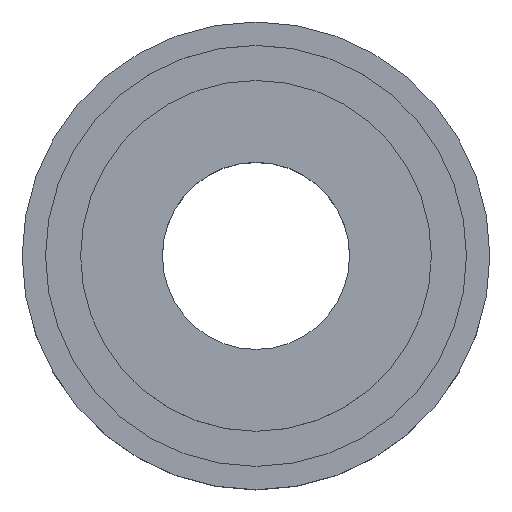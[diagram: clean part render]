
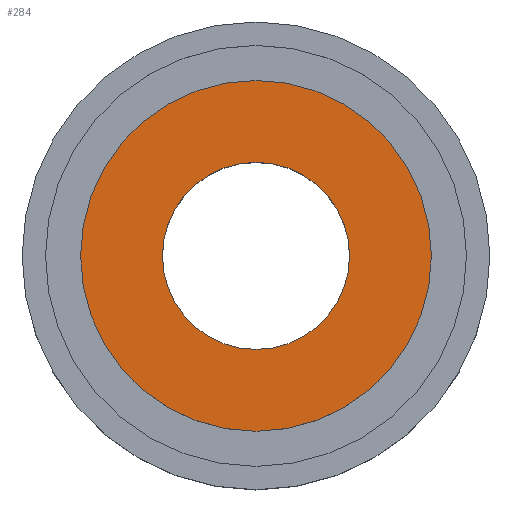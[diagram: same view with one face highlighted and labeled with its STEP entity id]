
A CAD part, top view. The second image highlights one B-rep face of the part: STEP entity #284.
In plain terms, the highlighted planar face has unit normal (0, 0, 1).
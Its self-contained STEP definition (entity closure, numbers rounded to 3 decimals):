
#4 = ORIENTED_EDGE ( 'NONE', *, *, #406, .F. ) ;
#7 = EDGE_CURVE ( 'NONE', #94, #79, #324, .T. ) ;
#14 = ORIENTED_EDGE ( 'NONE', *, *, #7, .F. ) ;
#48 = CARTESIAN_POINT ( 'NONE',  ( 0., 0., 11. ) ) ;
#51 = DIRECTION ( 'NONE',  ( 0., 0., 1. ) ) ;
#57 = CIRCLE ( 'NONE', #312, 15. ) ;
#68 = CARTESIAN_POINT ( 'NONE',  ( 8., 0., 11. ) ) ;
#77 = VERTEX_POINT ( 'NONE', #168 ) ;
#79 = VERTEX_POINT ( 'NONE', #108 ) ;
#84 = DIRECTION ( 'NONE',  ( 1., 0., 0. ) ) ;
#90 = DIRECTION ( 'NONE',  ( 1., 0., 0. ) ) ;
#94 = VERTEX_POINT ( 'NONE', #68 ) ;
#102 = AXIS2_PLACEMENT_3D ( 'NONE', #258, #126, #341 ) ;
#108 = CARTESIAN_POINT ( 'NONE',  ( -8., 0., 11. ) ) ;
#126 = DIRECTION ( 'NONE',  ( 0., 0., 1. ) ) ;
#128 = CIRCLE ( 'NONE', #231, 8. ) ;
#144 = DIRECTION ( 'NONE',  ( 0., 0., 1. ) ) ;
#152 = DIRECTION ( 'NONE',  ( 0., 0., 1. ) ) ;
#156 = EDGE_LOOP ( 'NONE', ( #4, #14 ) ) ;
#168 = CARTESIAN_POINT ( 'NONE',  ( -15., 0., 11. ) ) ;
#174 = PLANE ( 'NONE',  #265 ) ;
#203 = AXIS2_PLACEMENT_3D ( 'NONE', #334, #281, #308 ) ;
#224 = EDGE_LOOP ( 'NONE', ( #276, #303 ) ) ;
#231 = AXIS2_PLACEMENT_3D ( 'NONE', #253, #152, #90 ) ;
#250 = VERTEX_POINT ( 'NONE', #274 ) ;
#253 = CARTESIAN_POINT ( 'NONE',  ( 0., 0., 11. ) ) ;
#258 = CARTESIAN_POINT ( 'NONE',  ( 0., 0., 11. ) ) ;
#265 = AXIS2_PLACEMENT_3D ( 'NONE', #282, #51, #398 ) ;
#273 = EDGE_CURVE ( 'NONE', #77, #250, #385, .T. ) ;
#274 = CARTESIAN_POINT ( 'NONE',  ( 15., 0., 11. ) ) ;
#276 = ORIENTED_EDGE ( 'NONE', *, *, #310, .T. ) ;
#281 = DIRECTION ( 'NONE',  ( 0., 0., 1. ) ) ;
#282 = CARTESIAN_POINT ( 'NONE',  ( 0., 0., 11. ) ) ;
#284 = ADVANCED_FACE ( 'NONE', ( #396, #392 ), #174, .T. ) ;
#303 = ORIENTED_EDGE ( 'NONE', *, *, #273, .T. ) ;
#308 = DIRECTION ( 'NONE',  ( 1., 0., 0. ) ) ;
#310 = EDGE_CURVE ( 'NONE', #250, #77, #57, .T. ) ;
#312 = AXIS2_PLACEMENT_3D ( 'NONE', #48, #144, #84 ) ;
#324 = CIRCLE ( 'NONE', #102, 8. ) ;
#334 = CARTESIAN_POINT ( 'NONE',  ( 0., 0., 11. ) ) ;
#341 = DIRECTION ( 'NONE',  ( 1., 0., 0. ) ) ;
#385 = CIRCLE ( 'NONE', #203, 15. ) ;
#392 = FACE_OUTER_BOUND ( 'NONE', #224, .T. ) ;
#396 = FACE_BOUND ( 'NONE', #156, .T. ) ;
#398 = DIRECTION ( 'NONE',  ( 1., 0., 0. ) ) ;
#406 = EDGE_CURVE ( 'NONE', #79, #94, #128, .T. ) ;
